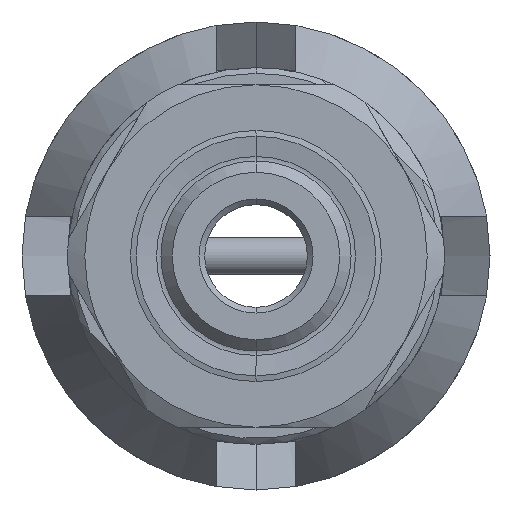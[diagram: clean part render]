
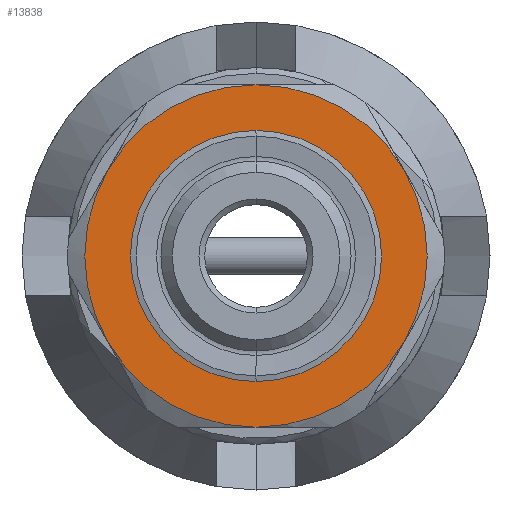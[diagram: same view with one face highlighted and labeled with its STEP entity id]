
A CAD part, front view. The second image highlights one B-rep face of the part: STEP entity #13838.
In plain terms, the highlighted planar face has unit normal (0, -1, 0).
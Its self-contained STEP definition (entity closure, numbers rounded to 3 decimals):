
#145 = CIRCLE ( 'NONE', #1054, 15. ) ;
#386 = CARTESIAN_POINT ( 'NONE',  ( 0., -10., 0. ) ) ;
#440 = CIRCLE ( 'NONE', #15460, 15. ) ;
#684 = VERTEX_POINT ( 'NONE', #3930 ) ;
#739 = CARTESIAN_POINT ( 'NONE',  ( 0., -10., 0. ) ) ;
#962 = ORIENTED_EDGE ( 'NONE', *, *, #6735, .T. ) ;
#1054 = AXIS2_PLACEMENT_3D ( 'NONE', #13988, #14308, #2707 ) ;
#1345 = DIRECTION ( 'NONE',  ( 0., 0., -1. ) ) ;
#1537 = VERTEX_POINT ( 'NONE', #14158 ) ;
#1579 = AXIS2_PLACEMENT_3D ( 'NONE', #5905, #8472, #4748 ) ;
#1797 = VERTEX_POINT ( 'NONE', #11092 ) ;
#1955 = ORIENTED_EDGE ( 'NONE', *, *, #3197, .T. ) ;
#2368 = CIRCLE ( 'NONE', #9439, 11. ) ;
#2412 = CIRCLE ( 'NONE', #8342, 15. ) ;
#2707 = DIRECTION ( 'NONE',  ( 0., 0., 1. ) ) ;
#3197 = EDGE_CURVE ( 'NONE', #9383, #11307, #5066, .T. ) ;
#3930 = CARTESIAN_POINT ( 'NONE',  ( 12.99, -10., -7.5 ) ) ;
#4169 = ORIENTED_EDGE ( 'NONE', *, *, #14689, .T. ) ;
#4502 = ORIENTED_EDGE ( 'NONE', *, *, #9152, .T. ) ;
#4584 = DIRECTION ( 'NONE',  ( 0., 0., -1. ) ) ;
#4748 = DIRECTION ( 'NONE',  ( 0., 0., 1. ) ) ;
#5066 = CIRCLE ( 'NONE', #1579, 15. ) ;
#5425 = AXIS2_PLACEMENT_3D ( 'NONE', #8927, #6370, #11556 ) ;
#5716 = CIRCLE ( 'NONE', #8416, 15. ) ;
#5883 = AXIS2_PLACEMENT_3D ( 'NONE', #14128, #10208, #12733 ) ;
#5905 = CARTESIAN_POINT ( 'NONE',  ( 0., -10., 0. ) ) ;
#5987 = EDGE_LOOP ( 'NONE', ( #14669, #1955, #12299, #11435, #962, #4502 ) ) ;
#6006 = CARTESIAN_POINT ( 'NONE',  ( -12.99, -10., 7.5 ) ) ;
#6370 = DIRECTION ( 'NONE',  ( 0., -1., 0. ) ) ;
#6629 = CARTESIAN_POINT ( 'NONE',  ( 0., -10., 11. ) ) ;
#6735 = EDGE_CURVE ( 'NONE', #1537, #684, #145, .T. ) ;
#7864 = VERTEX_POINT ( 'NONE', #9265 ) ;
#8305 = AXIS2_PLACEMENT_3D ( 'NONE', #8307, #12176, #4584 ) ;
#8307 = CARTESIAN_POINT ( 'NONE',  ( 0., -10., 0. ) ) ;
#8342 = AXIS2_PLACEMENT_3D ( 'NONE', #386, #9095, #12843 ) ;
#8416 = AXIS2_PLACEMENT_3D ( 'NONE', #13210, #9720, #9350 ) ;
#8472 = DIRECTION ( 'NONE',  ( 0., -1., 0. ) ) ;
#8501 = VERTEX_POINT ( 'NONE', #15106 ) ;
#8927 = CARTESIAN_POINT ( 'NONE',  ( 16.5, -10., 0. ) ) ;
#9095 = DIRECTION ( 'NONE',  ( 0., -1., 0. ) ) ;
#9152 = EDGE_CURVE ( 'NONE', #684, #1797, #2412, .T. ) ;
#9265 = CARTESIAN_POINT ( 'NONE',  ( -12.99, -10., -7.5 ) ) ;
#9350 = DIRECTION ( 'NONE',  ( 0., 0., 1. ) ) ;
#9383 = VERTEX_POINT ( 'NONE', #14872 ) ;
#9439 = AXIS2_PLACEMENT_3D ( 'NONE', #12643, #11336, #1345 ) ;
#9720 = DIRECTION ( 'NONE',  ( 0., -1., 0. ) ) ;
#10208 = DIRECTION ( 'NONE',  ( 0., -1., 0. ) ) ;
#10218 = FACE_BOUND ( 'NONE', #16111, .T. ) ;
#10784 = EDGE_CURVE ( 'NONE', #11307, #7864, #440, .T. ) ;
#11088 = CIRCLE ( 'NONE', #5883, 15. ) ;
#11092 = CARTESIAN_POINT ( 'NONE',  ( 12.99, -10., 7.5 ) ) ;
#11307 = VERTEX_POINT ( 'NONE', #6006 ) ;
#11336 = DIRECTION ( 'NONE',  ( 0., 1., 0. ) ) ;
#11435 = ORIENTED_EDGE ( 'NONE', *, *, #11870, .T. ) ;
#11556 = DIRECTION ( 'NONE',  ( 0., 0., 1. ) ) ;
#11667 = ORIENTED_EDGE ( 'NONE', *, *, #12134, .T. ) ;
#11746 = CIRCLE ( 'NONE', #8305, 11. ) ;
#11870 = EDGE_CURVE ( 'NONE', #7864, #1537, #5716, .T. ) ;
#12134 = EDGE_CURVE ( 'NONE', #12339, #8501, #2368, .T. ) ;
#12176 = DIRECTION ( 'NONE',  ( 0., 1., 0. ) ) ;
#12299 = ORIENTED_EDGE ( 'NONE', *, *, #10784, .T. ) ;
#12339 = VERTEX_POINT ( 'NONE', #6629 ) ;
#12643 = CARTESIAN_POINT ( 'NONE',  ( 0., -10., 0. ) ) ;
#12733 = DIRECTION ( 'NONE',  ( 0., 0., 1. ) ) ;
#12843 = DIRECTION ( 'NONE',  ( 0., 0., 1. ) ) ;
#13210 = CARTESIAN_POINT ( 'NONE',  ( 0., -10., 0. ) ) ;
#13527 = FACE_OUTER_BOUND ( 'NONE', #5987, .T. ) ;
#13838 = ADVANCED_FACE ( 'NONE', ( #13527, #10218 ), #15140, .T. ) ;
#13988 = CARTESIAN_POINT ( 'NONE',  ( 0., -10., 0. ) ) ;
#14128 = CARTESIAN_POINT ( 'NONE',  ( 0., -10., 0. ) ) ;
#14158 = CARTESIAN_POINT ( 'NONE',  ( 0., -10., -15. ) ) ;
#14308 = DIRECTION ( 'NONE',  ( 0., -1., 0. ) ) ;
#14332 = DIRECTION ( 'NONE',  ( 0., -1., 0. ) ) ;
#14440 = DIRECTION ( 'NONE',  ( 0., 0., 1. ) ) ;
#14471 = EDGE_CURVE ( 'NONE', #1797, #9383, #11088, .T. ) ;
#14669 = ORIENTED_EDGE ( 'NONE', *, *, #14471, .T. ) ;
#14689 = EDGE_CURVE ( 'NONE', #8501, #12339, #11746, .T. ) ;
#14872 = CARTESIAN_POINT ( 'NONE',  ( 0., -10., 15. ) ) ;
#15106 = CARTESIAN_POINT ( 'NONE',  ( 0., -10., -11. ) ) ;
#15140 = PLANE ( 'NONE',  #5425 ) ;
#15460 = AXIS2_PLACEMENT_3D ( 'NONE', #739, #14332, #14440 ) ;
#16111 = EDGE_LOOP ( 'NONE', ( #4169, #11667 ) ) ;
